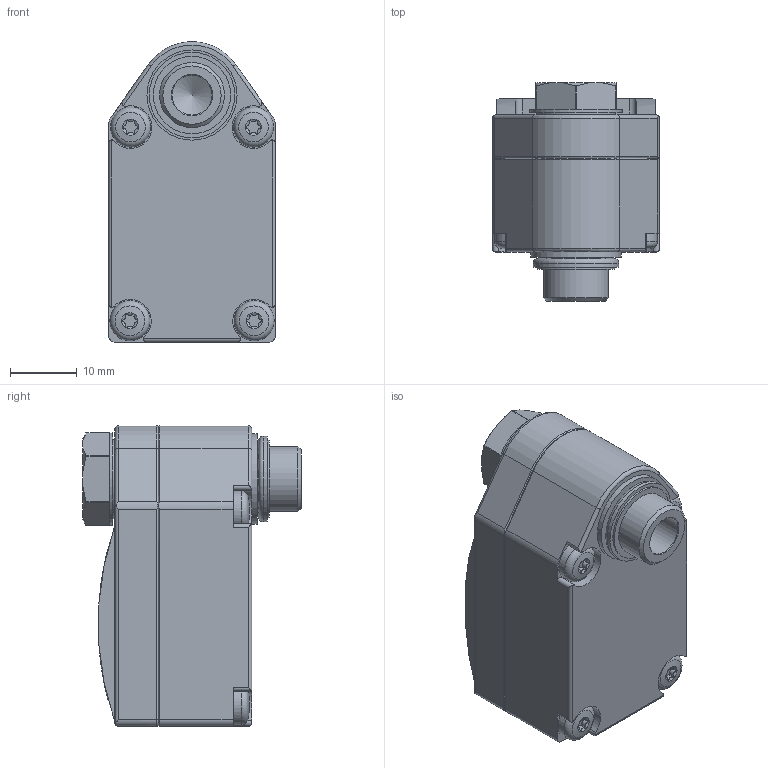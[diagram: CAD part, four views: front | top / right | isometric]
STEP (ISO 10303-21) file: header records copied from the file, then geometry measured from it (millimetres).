
FILE_DESCRIPTION(/* description */ ('STEP AP214'),/* implementation_level */ '2;1');
FILE_NAME(/* name */ '547531_VBQF-U-G18-E',/* time_stamp */ '2024-09-16T10:34:13+02:00',/* author */ ('License CC BY-ND 4.0'),/* organization */ ('CADENAS'),/* preprocessor_version */ 'ST-DEVELOPER v19.3',/* originating_system */ 'PARTsolutions',/* authorisation */ ' ');
FILE_SCHEMA (('AUTOMOTIVE_DESIGN {1 0 10303 214 3 1 1}'));
Length unit declared in the file: millimetre
Products named in the file (1): 547531 VBQF-U-G18-E
Bounding box: 25 x 32.7 x 44.97 mm (x, y, z)
Volume: 21259.9 mm3; surface area: 6383.2 mm2
Topology: 1 solids, 1 shells, 215 faces, 544 edges, 345 vertices
Faces by surface type: cylinder 114, plane 50, cone 34, torus 17
Full cylindrical faces by diameter (mm): 6 x5, 8.566 x1, 9.728 x1, 11.1 x1, 11.6 x1, 11.85 x1, 12.8 x1, 13.5 x1, 13.8 x1
Entity records: 6384 total; most frequent: CARTESIAN_POINT 1412, DIRECTION 1038, ORIENTED_EDGE 1008, EDGE_CURVE 504, AXIS2_PLACEMENT_3D 428, VERTEX_POINT 332, FACE_BOUND 256, EDGE_LOOP 255
